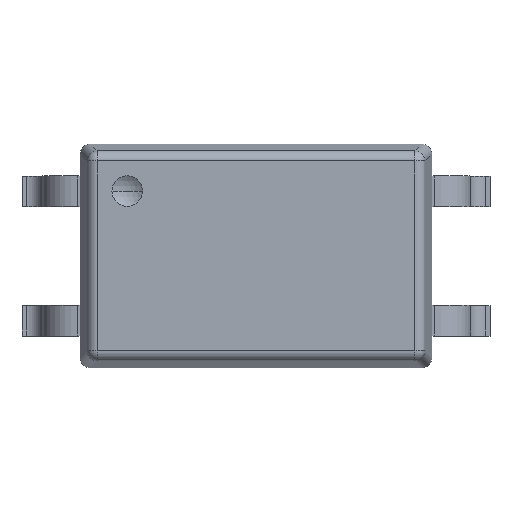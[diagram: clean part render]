
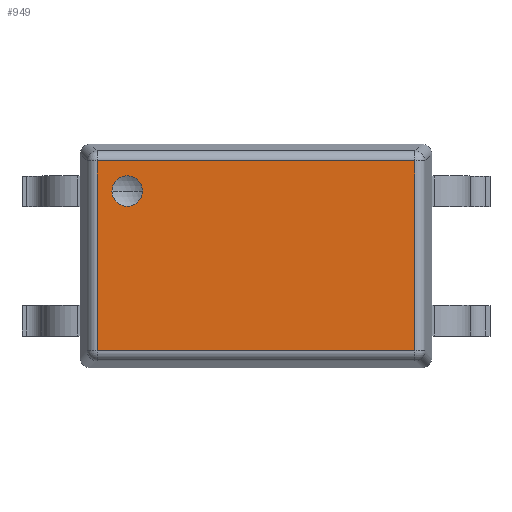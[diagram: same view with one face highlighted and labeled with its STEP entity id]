
A CAD part, top view. The second image highlights one B-rep face of the part: STEP entity #949.
In plain terms, the highlighted planar face has unit normal (0, 0, 1).
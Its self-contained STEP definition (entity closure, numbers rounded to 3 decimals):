
#626 = EDGE_CURVE ( 'NONE', #671, #627, #1745, .T. ) ;
#627 = VERTEX_POINT ( 'NONE', #1740 ) ;
#671 = VERTEX_POINT ( 'NONE', #1882 ) ;
#881 = VERTEX_POINT ( 'NONE', #3172 ) ;
#923 = ORIENTED_EDGE ( 'NONE', *, *, #924, .T. ) ;
#924 = EDGE_CURVE ( 'NONE', #881, #957, #3031, .T. ) ;
#949 = ADVANCED_FACE ( 'NONE', ( #2941, #2940 ), #2925, .T. ) ;
#950 = EDGE_LOOP ( 'NONE', ( #951, #953 ) ) ;
#951 = ORIENTED_EDGE ( 'NONE', *, *, #952, .F. ) ;
#952 = EDGE_CURVE ( 'NONE', #627, #671, #2924, .T. ) ;
#953 = ORIENTED_EDGE ( 'NONE', *, *, #626, .F. ) ;
#954 = EDGE_LOOP ( 'NONE', ( #955, #959, #962, #923 ) ) ;
#955 = ORIENTED_EDGE ( 'NONE', *, *, #956, .T. ) ;
#956 = EDGE_CURVE ( 'NONE', #957, #958, #3105, .T. ) ;
#957 = VERTEX_POINT ( 'NONE', #3101 ) ;
#958 = VERTEX_POINT ( 'NONE', #3100 ) ;
#959 = ORIENTED_EDGE ( 'NONE', *, *, #960, .T. ) ;
#960 = EDGE_CURVE ( 'NONE', #958, #961, #3099, .T. ) ;
#961 = VERTEX_POINT ( 'NONE', #3095 ) ;
#962 = ORIENTED_EDGE ( 'NONE', *, *, #963, .T. ) ;
#963 = EDGE_CURVE ( 'NONE', #961, #881, #3093, .T. ) ;
#1740 = CARTESIAN_POINT ( 'NONE',  ( -2.225, 1.27, 2.2 ) ) ;
#1741 = DIRECTION ( 'NONE',  ( 1., 0., 0. ) ) ;
#1742 = DIRECTION ( 'NONE',  ( 0., 0., 1. ) ) ;
#1743 = CARTESIAN_POINT ( 'NONE',  ( -2.525, 1.27, 2.2 ) ) ;
#1744 = AXIS2_PLACEMENT_3D ( 'NONE', #1743, #1742, #1741 ) ;
#1745 = CIRCLE ( 'NONE', #1744, 0.3 ) ;
#1882 = CARTESIAN_POINT ( 'NONE',  ( -2.825, 1.27, 2.2 ) ) ;
#2920 = DIRECTION ( 'NONE',  ( 1., 0., 0. ) ) ;
#2921 = DIRECTION ( 'NONE',  ( 0., 0., 1. ) ) ;
#2922 = CARTESIAN_POINT ( 'NONE',  ( -3.45, -2.195, 2.2 ) ) ;
#2923 = AXIS2_PLACEMENT_3D ( 'NONE', #2922, #2921, #2920 ) ;
#2924 = CIRCLE ( 'NONE', #3109, 0.3 ) ;
#2925 = PLANE ( 'NONE',  #2923 ) ;
#2940 = FACE_OUTER_BOUND ( 'NONE', #954, .T. ) ;
#2941 = FACE_BOUND ( 'NONE', #950, .T. ) ;
#3031 = LINE ( 'NONE', #3074, #3073 ) ;
#3072 = DIRECTION ( 'NONE',  ( -1., 0., 0. ) ) ;
#3073 = VECTOR ( 'NONE', #3072, 1000. ) ;
#3074 = CARTESIAN_POINT ( 'NONE',  ( -3.45, 1.863, 2.2 ) ) ;
#3090 = DIRECTION ( 'NONE',  ( 0., 1., 0. ) ) ;
#3091 = VECTOR ( 'NONE', #3090, 1000. ) ;
#3092 = CARTESIAN_POINT ( 'NONE',  ( 3.118, -2.195, 2.2 ) ) ;
#3093 = LINE ( 'NONE', #3092, #3091 ) ;
#3095 = CARTESIAN_POINT ( 'NONE',  ( 3.118, -1.863, 2.2 ) ) ;
#3096 = DIRECTION ( 'NONE',  ( 1., 0., 0. ) ) ;
#3097 = VECTOR ( 'NONE', #3096, 1000. ) ;
#3098 = CARTESIAN_POINT ( 'NONE',  ( -3.45, -1.863, 2.2 ) ) ;
#3099 = LINE ( 'NONE', #3098, #3097 ) ;
#3100 = CARTESIAN_POINT ( 'NONE',  ( -3.118, -1.863, 2.2 ) ) ;
#3101 = CARTESIAN_POINT ( 'NONE',  ( -3.118, 1.863, 2.2 ) ) ;
#3102 = DIRECTION ( 'NONE',  ( 0., -1., 0. ) ) ;
#3103 = VECTOR ( 'NONE', #3102, 1000. ) ;
#3104 = CARTESIAN_POINT ( 'NONE',  ( -3.118, -2.195, 2.2 ) ) ;
#3105 = LINE ( 'NONE', #3104, #3103 ) ;
#3106 = DIRECTION ( 'NONE',  ( 1., 0., 0. ) ) ;
#3107 = DIRECTION ( 'NONE',  ( 0., 0., 1. ) ) ;
#3108 = CARTESIAN_POINT ( 'NONE',  ( -2.525, 1.27, 2.2 ) ) ;
#3109 = AXIS2_PLACEMENT_3D ( 'NONE', #3108, #3107, #3106 ) ;
#3172 = CARTESIAN_POINT ( 'NONE',  ( 3.118, 1.863, 2.2 ) ) ;
